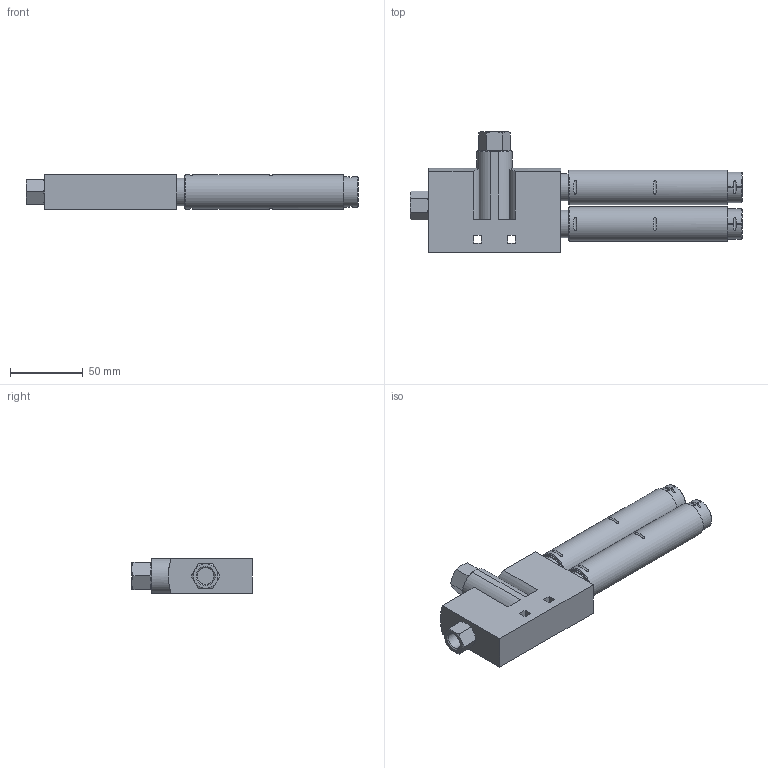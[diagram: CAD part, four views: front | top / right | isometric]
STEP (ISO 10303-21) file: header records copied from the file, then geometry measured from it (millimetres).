
FILE_DESCRIPTION(/* description */ ('STEP AP214'),/* implementation_level */ '2;1');
FILE_NAME(/* name */ '526132_VN-30-L-T6-PI5-VI6-RO2',/* time_stamp */ '2024-09-12T11:48:39+02:00',/* author */ ('License CC BY-ND 4.0'),/* organization */ ('CADENAS'),/* preprocessor_version */ 'ST-DEVELOPER v19.3',/* originating_system */ 'PARTsolutions',/* authorisation */ ' ');
FILE_SCHEMA (('AP203_CONFIGURATION_CONTROLLED_3D_DESIGN_OF_MECHANICAL_PARTS_AND_ASSEMBLIES_MIM_LF { 1 0 10303 203 3 1 4 }','INTEGRATED_CNC_SCHEMA','MODEL_BASED_INTEGRATED_MANUFACTURING_SCHEMA','PROCESS_PLANNING_SCHEMA','AP242_MANAGED_MODEL_BASED_3D_ENGINEERING_MIM_LF { 1 0 10303 442 3 1 4 }','AUTOMOTIVE_DESIGN {1 0 10303 214 3 1 1}'));
Length unit declared in the file: millimetre
Products named in the file (1): 526132 VN-30-L-T6-PI5-VI6-RO2
Bounding box: 228.8 x 83.1 x 24 mm (x, y, z)
Volume: 237176.5 mm3; surface area: 41769.4 mm2
Topology: 1 solids, 1 shells, 133 faces, 315 edges, 200 vertices
Faces by surface type: plane 66, cylinder 32, cone 28, torus 7
Full cylindrical faces by diameter (mm): 11.445 x1, 14.95 x1, 18.9 x2, 21 x2, 23.8 x2
Entity records: 5062 total; most frequent: CARTESIAN_POINT 1238, ORIENTED_EDGE 582, DIRECTION 558, EDGE_CURVE 291, AXIS2_PLACEMENT_3D 221, VERTEX_POINT 195, EDGE_LOOP 172, FACE_BOUND 172
